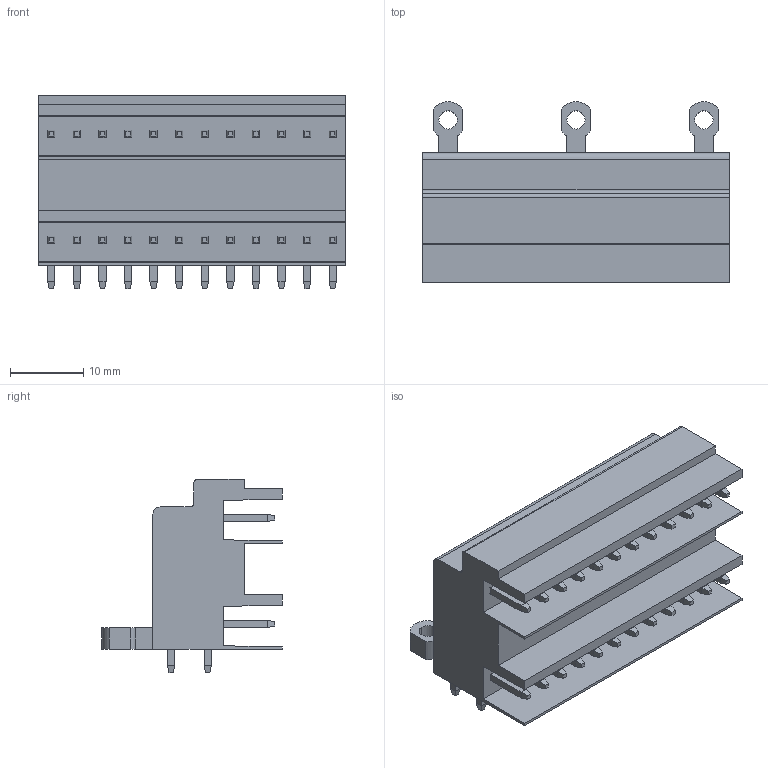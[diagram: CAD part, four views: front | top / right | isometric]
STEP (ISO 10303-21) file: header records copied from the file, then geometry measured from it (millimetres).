
FILE_DESCRIPTION(('CATIA V5 STEP Exchange','CAx-IF Rec.Pracs.--- Model Styling and Organization---1.2---2011-12-15'),'2;1');
FILE_NAME ('D1453935_0_1633450000_1633450000.stp','2018-11-03T07:37:51+00:00',('none'),('Weidmueller'),'CATIA Version 5-6 Release 2014','CATIA V5 STEP AP214','none');
FILE_SCHEMA(('AUTOMOTIVE_DESIGN { 1 0 10303 214 1 1 1 1 }'));
Length unit declared in the file: millimetre
Products named in the file (1): 1633450000
Bounding box: 42 x 24.7 x 26.5 mm (x, y, z)
Volume: 11272.8 mm3; surface area: 9875.1 mm2
Topology: 25 solids, 25 shells, 586 faces, 1416 edges, 880 vertices
Faces by surface type: plane 565, cylinder 21
Entity records: 14694 total; most frequent: ORIENTED_EDGE 2832, CARTESIAN_POINT 2708, DIRECTION 1662, EDGE_CURVE 1416, VECTOR 1182, LINE 1182, VERTEX_POINT 880, EDGE_LOOP 640
